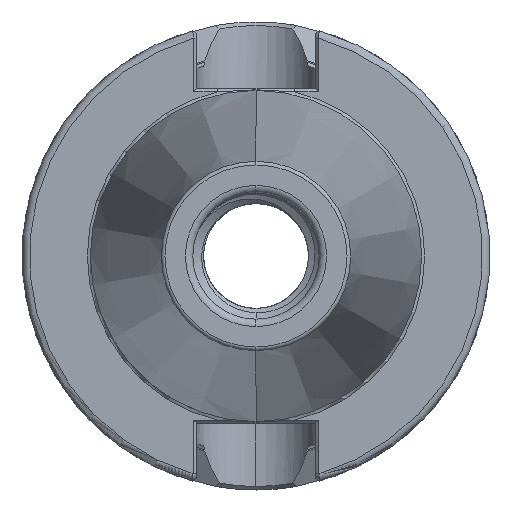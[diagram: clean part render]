
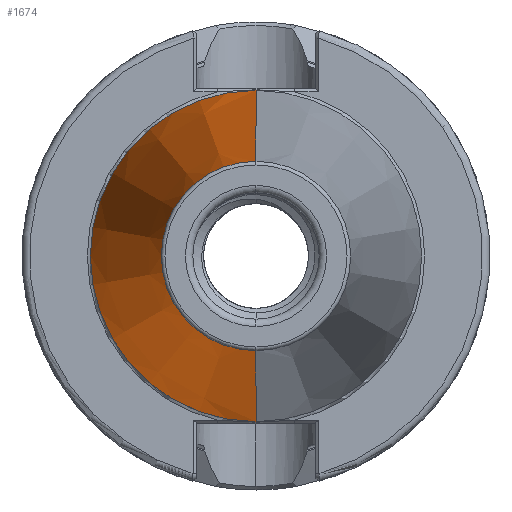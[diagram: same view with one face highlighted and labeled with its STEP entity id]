
A CAD part, left-side view. The second image highlights one B-rep face of the part: STEP entity #1674.
In plain terms, the highlighted conical face has half-angle 8.297 degrees and reference radius 22.298 mm.
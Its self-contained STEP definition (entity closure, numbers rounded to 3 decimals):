
#1674 = ADVANCED_FACE ( 'NONE', ( #9440 ), #9454, .T. ) ;
#2691 = LINE ( 'NONE', #4906, #2713 ) ;
#2712 = LINE ( 'NONE', #4908, #2715 ) ;
#2713 = VECTOR ( 'NONE', #4879, 1000. ) ;
#2715 = VECTOR ( 'NONE', #4957, 1000. ) ;
#2747 = CIRCLE ( 'NONE', #3929, 22.298 ) ;
#2758 = CIRCLE ( 'NONE', #3926, 12.75 ) ;
#3926 = AXIS2_PLACEMENT_3D ( 'NONE', #4955, #4950, #4958 ) ;
#3929 = AXIS2_PLACEMENT_3D ( 'NONE', #5003, #4993, #4972 ) ;
#4879 = DIRECTION ( 'NONE',  ( 0.99, 0., -0.144 ) ) ;
#4906 = CARTESIAN_POINT ( 'NONE',  ( -1.5, 0., -22.298 ) ) ;
#4908 = CARTESIAN_POINT ( 'NONE',  ( -1.5, 0., 22.298 ) ) ;
#4950 = DIRECTION ( 'NONE',  ( 1., 0., 0. ) ) ;
#4955 = CARTESIAN_POINT ( 'NONE',  ( -66.972, 0., 0. ) ) ;
#4957 = DIRECTION ( 'NONE',  ( 0.99, 0., 0.144 ) ) ;
#4958 = DIRECTION ( 'NONE',  ( 0., 0., -1. ) ) ;
#4972 = DIRECTION ( 'NONE',  ( 0., 0., -1. ) ) ;
#4993 = DIRECTION ( 'NONE',  ( 1., 0., 0. ) ) ;
#5003 = CARTESIAN_POINT ( 'NONE',  ( -1.5, 0., 0. ) ) ;
#9440 = FACE_OUTER_BOUND ( 'NONE', #12765, .T. ) ;
#9454 = CONICAL_SURFACE ( 'NONE', #15530, 22.298, 0.145 ) ;
#11565 = VERTEX_POINT ( 'NONE', #16728 ) ;
#11579 = VERTEX_POINT ( 'NONE', #16737 ) ;
#11582 = VERTEX_POINT ( 'NONE', #16738 ) ;
#11666 = VERTEX_POINT ( 'NONE', #16806 ) ;
#12765 = EDGE_LOOP ( 'NONE', ( #18969, #18987, #19007, #18977 ) ) ;
#15530 = AXIS2_PLACEMENT_3D ( 'NONE', #16066, #16046, #16083 ) ;
#16046 = DIRECTION ( 'NONE',  ( 1., 0., 0. ) ) ;
#16066 = CARTESIAN_POINT ( 'NONE',  ( -1.5, 0., 0. ) ) ;
#16083 = DIRECTION ( 'NONE',  ( 0., 0., -1. ) ) ;
#16728 = CARTESIAN_POINT ( 'NONE',  ( -1.5, 0., -22.298 ) ) ;
#16737 = CARTESIAN_POINT ( 'NONE',  ( -1.5, 0., 22.298 ) ) ;
#16738 = CARTESIAN_POINT ( 'NONE',  ( -66.972, 0., 12.75 ) ) ;
#16806 = CARTESIAN_POINT ( 'NONE',  ( -66.972, 0., -12.75 ) ) ;
#17198 = EDGE_CURVE ( 'NONE', #11666, #11565, #2691, .T. ) ;
#17203 = EDGE_CURVE ( 'NONE', #11582, #11579, #2712, .T. ) ;
#17206 = EDGE_CURVE ( 'NONE', #11666, #11582, #2758, .T. ) ;
#17216 = EDGE_CURVE ( 'NONE', #11565, #11579, #2747, .T. ) ;
#18969 = ORIENTED_EDGE ( 'NONE', *, *, #17206, .T. ) ;
#18977 = ORIENTED_EDGE ( 'NONE', *, *, #17198, .F. ) ;
#18987 = ORIENTED_EDGE ( 'NONE', *, *, #17203, .T. ) ;
#19007 = ORIENTED_EDGE ( 'NONE', *, *, #17216, .F. ) ;
